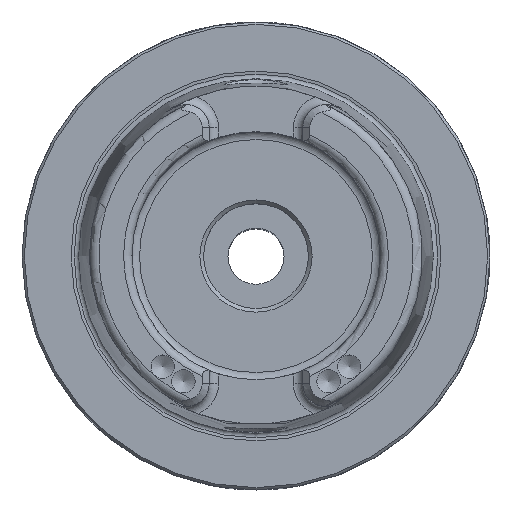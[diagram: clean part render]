
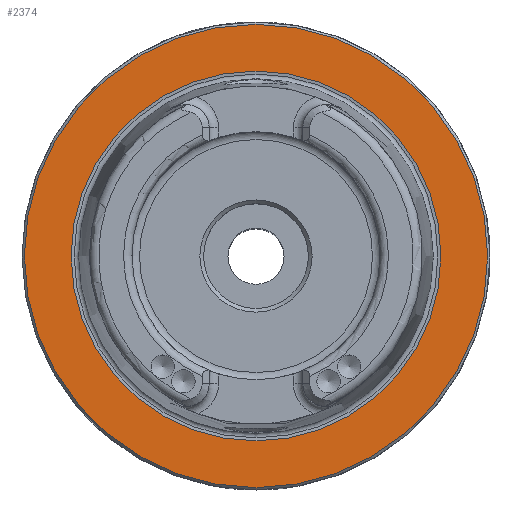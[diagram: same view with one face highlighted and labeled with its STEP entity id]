
A CAD part, top view. The second image highlights one B-rep face of the part: STEP entity #2374.
In plain terms, the highlighted planar face has unit normal (0, 0, 1).
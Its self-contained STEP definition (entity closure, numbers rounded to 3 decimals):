
#360=PLANE('',#2668);
#741=ORIENTED_EDGE('',*,*,#1176,.T.);
#742=ORIENTED_EDGE('',*,*,#1173,.F.);
#1173=EDGE_CURVE('',#1446,#1446,#1645,.T.);
#1176=EDGE_CURVE('',#1449,#1449,#1648,.T.);
#1446=VERTEX_POINT('',#4197);
#1449=VERTEX_POINT('',#4206);
#1645=CIRCLE('',#2663,39.511);
#1648=CIRCLE('',#2669,49.5);
#1885=EDGE_LOOP('',(#741));
#1886=EDGE_LOOP('',(#742));
#2149=FACE_BOUND('',#1885,.T.);
#2150=FACE_BOUND('',#1886,.T.);
#2374=ADVANCED_FACE('',(#2149,#2150),#360,.T.);
#2663=AXIS2_PLACEMENT_3D('',#4196,#3244,#3245);
#2668=AXIS2_PLACEMENT_3D('',#4204,#3254,#3255);
#2669=AXIS2_PLACEMENT_3D('',#4205,#3256,#3257);
#3244=DIRECTION('',(0.,0.,1.));
#3245=DIRECTION('',(1.,0.,0.));
#3254=DIRECTION('',(0.,0.,1.));
#3255=DIRECTION('',(1.,0.,0.));
#3256=DIRECTION('',(0.,0.,1.));
#3257=DIRECTION('',(1.,0.,0.));
#4196=CARTESIAN_POINT('',(0.,0.,0.));
#4197=CARTESIAN_POINT('',(39.511,0.,0.));
#4204=CARTESIAN_POINT('',(49.5,0.,0.));
#4205=CARTESIAN_POINT('',(0.,0.,0.));
#4206=CARTESIAN_POINT('',(49.5,0.,0.));
